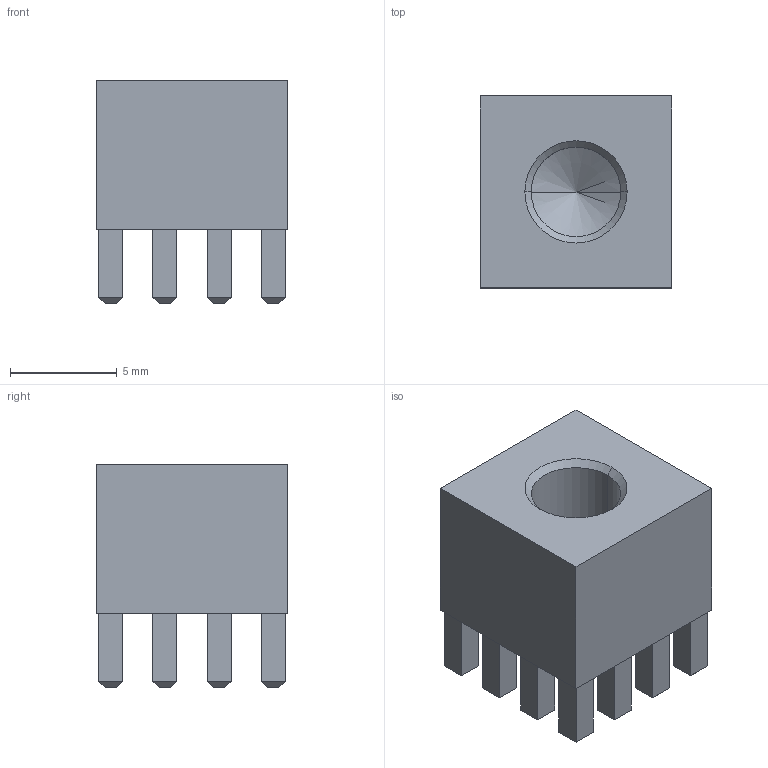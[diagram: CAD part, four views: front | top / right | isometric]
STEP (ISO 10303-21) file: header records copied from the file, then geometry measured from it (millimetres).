
FILE_DESCRIPTION (( 'STEP AP203' ), '1' );
FILE_NAME ('96812-A.STEP', '2013-12-17T21:07:45', ( 'Hajo' ), ( 'Microsoft' ), 'SwSTEP 2.0', 'SolidWorks 2011', '' );
FILE_SCHEMA (( 'CONFIG_CONTROL_DESIGN' ));
Length unit declared in the file: millimetre
Products named in the file (1): 96812-A
Bounding box: 9 x 9 x 10.5 mm (x, y, z)
Volume: 560.1 mm3; surface area: 718.1 mm2
Topology: 1 solids, 1 shells, 156 faces, 346 edges, 207 vertices
Faces by surface type: plane 150, cone 4, cylinder 2
Entity records: 4195 total; most frequent: CARTESIAN_POINT 708, ORIENTED_EDGE 688, DIRECTION 664, EDGE_CURVE 344, VECTOR 338, LINE 338, VERTEX_POINT 207, EDGE_LOOP 173
